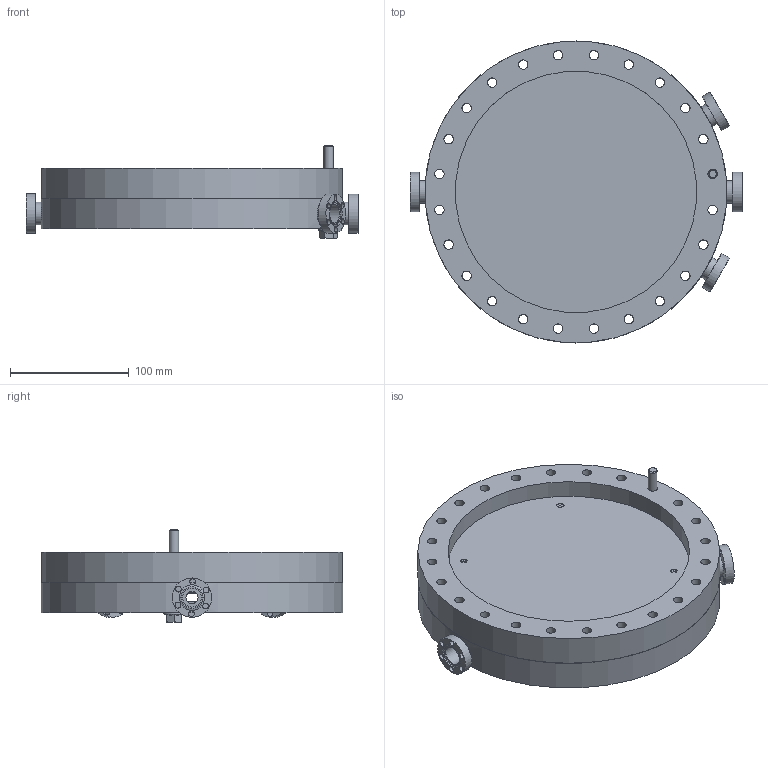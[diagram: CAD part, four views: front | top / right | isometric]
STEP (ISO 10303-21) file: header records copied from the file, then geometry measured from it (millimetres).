
FILE_DESCRIPTION(/* description */ (''),/* implementation_level */ '2;1');
FILE_NAME(/* name */ 'BM200 Monitor Assembly.stp',/* time_stamp */ '2014-08-07T14:02:10-05:00',/* author */ ('mmccrea'),/* organization */ (''),/* preprocessor_version */ 'ST-DEVELOPER v15.2',/* originating_system */ 'Autodesk Inventor 2014',/* authorisation */ '');
FILE_SCHEMA (('AUTOMOTIVE_DESIGN { 1 0 10303 214 3 1 1 }'));
Length unit declared in the file: inch
Products named in the file (14): WindowFlange_Clearance_WithFeedThrough; WeldNeckFeedThrough; WindowFlange_Clearance_NoFeedThrough; IFI 111 - 5_16 x 18 x 2 3_4; CF Flange Copper Gasket; MonitorAssembly; BM280 frame macor; BM281 frame macor center; BM285 screw 6-32  3_5mm; BM289 grounded ring; BM286 frame spacer; BM288 Thin Nut; DK288-1088-ND ferrule; BM200 Monitor Assembly
Bounding box: 279.25 x 254 x 77.98 mm (x, y, z)
Volume: 1081167.8 mm3; surface area: 417251.4 mm2
Topology: 36 solids, 36 shells, 661 faces, 1687 edges, 1192 vertices
Faces by surface type: cylinder 360, plane 282, cone 14, torus 5
Full cylindrical faces by diameter (mm): 1.191 x136, 1.3 x1, 1.4 x1, 1.587 x8, 2.5 x1, 3.505 x8, 3.531 x8, 3.556 x8, 4.762 x8, 4.877 x24, 5.556 x4, 6.858 x4, 7.937 x10, 7.938 x64, 9.525 x8, 10.16 x4, 11.112 x16, 16.023 x4, 17.018 x4, 17.039 x4, 19.062 x4, 21.442 x4, 32.999 x4, 203.2 x4, 209.55 x1, 216.916 x2, 222.25 x2, 254 x2
Entity records: 11173 total; most frequent: CARTESIAN_POINT 2073, DIRECTION 1886, ORIENTED_EDGE 1324, EDGE_LOOP 930, AXIS2_PLACEMENT_3D 837, EDGE_CURVE 662, FACE_BOUND 614, VERTEX_POINT 586
